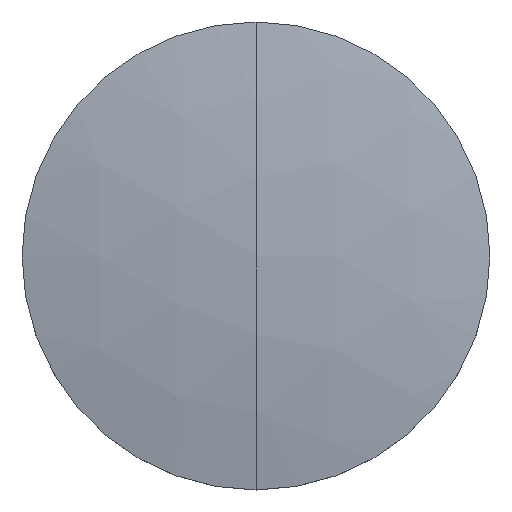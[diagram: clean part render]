
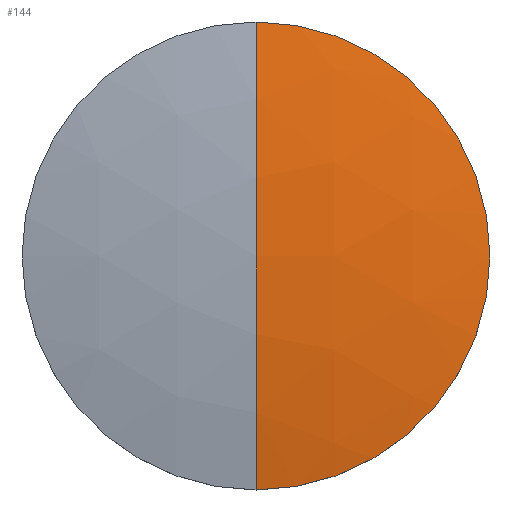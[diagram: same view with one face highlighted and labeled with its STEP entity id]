
A CAD part, top view. The second image highlights one B-rep face of the part: STEP entity #144.
In plain terms, the highlighted spherical face has radius 65.08 mm.
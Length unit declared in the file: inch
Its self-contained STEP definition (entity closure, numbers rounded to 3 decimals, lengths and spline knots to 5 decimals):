
#113 = CARTESIAN_POINT ( 'NONE',  ( 0., -0.5, 0.01472 ) ) ;
#114 = CARTESIAN_POINT ( 'NONE',  ( 0., 0.5, 0.01472 ) ) ;
#115 = DIRECTION ( 'NONE',  ( 0., 1., 0. ) ) ;
#116 = DIRECTION ( 'NONE',  ( 0., 0., -1. ) ) ;
#117 = CARTESIAN_POINT ( 'NONE',  ( 0., 0., 0.01472 ) ) ;
#118 = AXIS2_PLACEMENT_3D ( 'NONE', #117, #116, #115 ) ;
#119 = CIRCLE ( 'NONE', #118, 0.5 ) ;
#131 = EDGE_CURVE ( 'NONE', #132, #133, #119, .T. ) ;
#132 = VERTEX_POINT ( 'NONE', #114 ) ;
#133 = VERTEX_POINT ( 'NONE', #113 ) ;
#142 = EDGE_LOOP ( 'NONE', ( #145, #148, #150 ) ) ;
#144 = ADVANCED_FACE ( 'NONE', ( #164 ), #182, .T. ) ;
#145 = ORIENTED_EDGE ( 'NONE', *, *, #146, .F. ) ;
#146 = EDGE_CURVE ( 'NONE', #147, #132, #192, .T. ) ;
#147 = VERTEX_POINT ( 'NONE', #196 ) ;
#148 = ORIENTED_EDGE ( 'NONE', *, *, #149, .T. ) ;
#149 = EDGE_CURVE ( 'NONE', #147, #133, #193, .T. ) ;
#150 = ORIENTED_EDGE ( 'NONE', *, *, #131, .F. ) ;
#164 = FACE_OUTER_BOUND ( 'NONE', #142, .T. ) ;
#180 = DIRECTION ( 'NONE',  ( 0., 0., 1. ) ) ;
#182 = SPHERICAL_SURFACE ( 'NONE', #201, 2.5622 ) ;
#185 = DIRECTION ( 'NONE',  ( 1., 0., 0. ) ) ;
#186 = AXIS2_PLACEMENT_3D ( 'NONE', #189, #198, #180 ) ;
#189 = CARTESIAN_POINT ( 'NONE',  ( 0., 0., -2.49823 ) ) ;
#191 = AXIS2_PLACEMENT_3D ( 'NONE', #197, #200, #194 ) ;
#192 = CIRCLE ( 'NONE', #186, 2.5622 ) ;
#193 = CIRCLE ( 'NONE', #191, 2.5622 ) ;
#194 = DIRECTION ( 'NONE',  ( 0., 1., 0. ) ) ;
#196 = CARTESIAN_POINT ( 'NONE',  ( 0., 0., 0.06398 ) ) ;
#197 = CARTESIAN_POINT ( 'NONE',  ( 0., 0., -2.49823 ) ) ;
#198 = DIRECTION ( 'NONE',  ( -1., 0., 0. ) ) ;
#199 = DIRECTION ( 'NONE',  ( 0., 1., 0. ) ) ;
#200 = DIRECTION ( 'NONE',  ( 1., 0., 0. ) ) ;
#201 = AXIS2_PLACEMENT_3D ( 'NONE', #208, #185, #199 ) ;
#208 = CARTESIAN_POINT ( 'NONE',  ( 0., 0., -2.49823 ) ) ;
